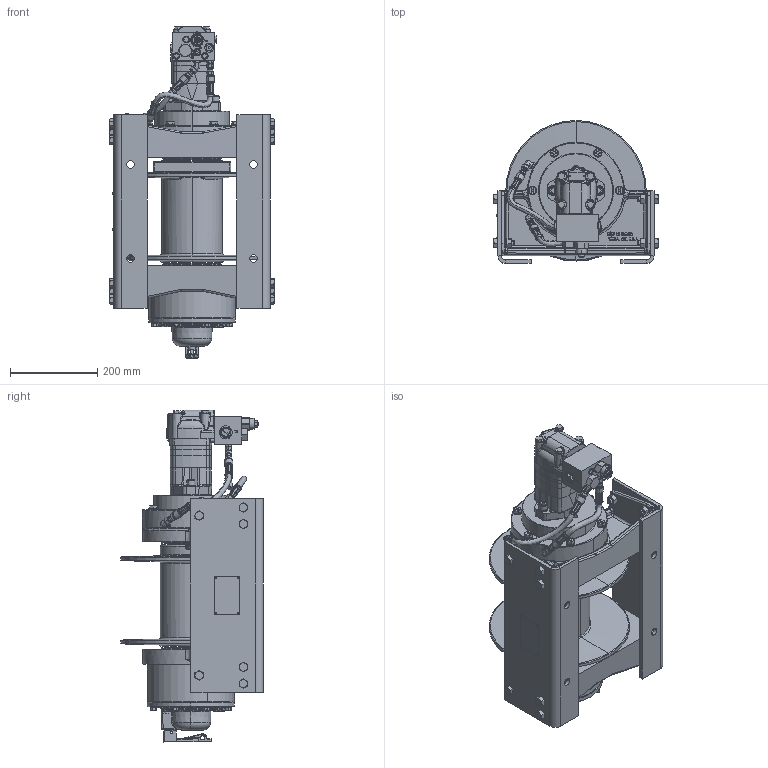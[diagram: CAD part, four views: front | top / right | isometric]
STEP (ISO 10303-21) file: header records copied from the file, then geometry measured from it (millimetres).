
FILE_DESCRIPTION((''),'2;1');
FILE_NAME('TWG-TEMP','2020-10-18T20:59:07',('Administrator'),(''),'CREO PARAMETRIC BY PTC INC, 2019030','CREO PARAMETRIC BY PTC INC, 2019030','');
FILE_SCHEMA(('AUTOMOTIVE_DESIGN { 1 0 10303 214 1 1 1 1 }'));
Length unit declared in the file: inch
Products named in the file (1): TWG-TEMP
Bounding box: 377.39 x 328.02 x 762.88 mm (x, y, z)
Volume: 5097427 mm3; surface area: 1655861.3 mm2
Topology: 1 solids, 268 shells, 2814 faces, 9502 edges, 6812 vertices
Faces by surface type: plane 1080, cylinder 648, torus 410, cone 406, bspline 231, sphere 37, extrusion 2
Entity records: 148501 total; most frequent: CARTESIAN_POINT 53074, ORIENTED_EDGE 15012, DIRECTION 13848, EDGE_CURVE 9406, VERTEX_POINT 6812, AXIS2_PLACEMENT_3D 4909, VECTOR 4027, LINE 4025
